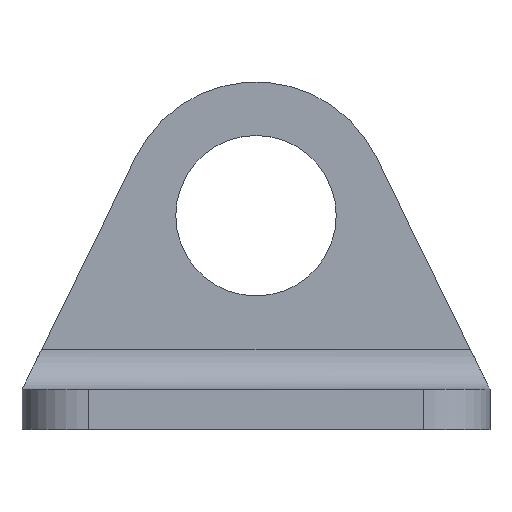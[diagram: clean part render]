
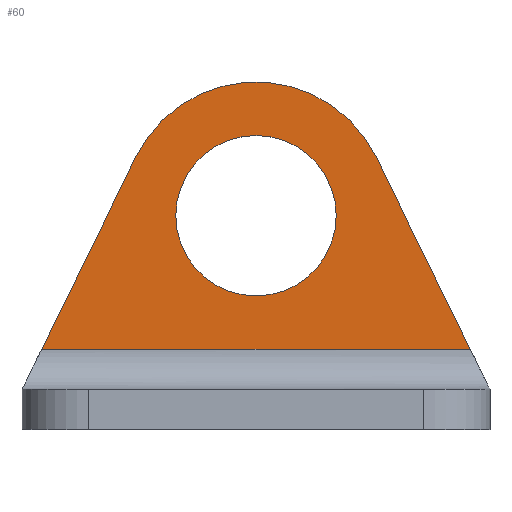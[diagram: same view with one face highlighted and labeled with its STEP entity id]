
A CAD part, top view. The second image highlights one B-rep face of the part: STEP entity #60.
In plain terms, the highlighted planar face has unit normal (0, 0, 1).
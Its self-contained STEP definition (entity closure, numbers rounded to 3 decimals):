
#60=ADVANCED_FACE('',(#95,#96),#97,.T.);
#95=FACE_BOUND('',#141,.T.);
#96=FACE_OUTER_BOUND('',#142,.T.);
#97=PLANE('',#143);
#141=EDGE_LOOP('',(#263,#264));
#142=EDGE_LOOP('',(#265,#266,#267,#268));
#143=AXIS2_PLACEMENT_3D('',#269,#270,#271);
#263=ORIENTED_EDGE('',*,*,#324,.T.);
#264=ORIENTED_EDGE('',*,*,#340,.T.);
#265=ORIENTED_EDGE('',*,*,#366,.F.);
#266=ORIENTED_EDGE('',*,*,#361,.F.);
#267=ORIENTED_EDGE('',*,*,#367,.F.);
#268=ORIENTED_EDGE('',*,*,#371,.T.);
#269=CARTESIAN_POINT('',(-17.5,0.0,3.0));
#270=DIRECTION('',(0.,0.0,1.0));
#271=DIRECTION('',(0.0,-1.0,0.0));
#324=EDGE_CURVE('',#378,#375,#379,.T.);
#340=EDGE_CURVE('',#375,#378,#404,.T.);
#361=EDGE_CURVE('',#440,#442,#443,.T.);
#366=EDGE_CURVE('',#442,#445,#450,.T.);
#367=EDGE_CURVE('',#451,#440,#452,.T.);
#371=EDGE_CURVE('',#451,#445,#457,.T.);
#375=VERTEX_POINT('',#461);
#378=VERTEX_POINT('',#465);
#379=CIRCLE('',#466,6.0);
#404=CIRCLE('',#496,6.0);
#440=VERTEX_POINT('',#544);
#442=VERTEX_POINT('',#547);
#443=CIRCLE('',#548,10.0);
#445=VERTEX_POINT('',#551);
#450=LINE('',#557,#558);
#451=VERTEX_POINT('',#559);
#452=LINE('',#560,#561);
#457=LINE('',#567,#568);
#461=CARTESIAN_POINT('',(6.0,0.,3.0));
#465=CARTESIAN_POINT('',(-6.0,0.,3.0));
#466=AXIS2_PLACEMENT_3D('',#576,#577,#578);
#496=AXIS2_PLACEMENT_3D('',#614,#615,#616);
#544=CARTESIAN_POINT('',(-8.981,4.398,3.0));
#547=CARTESIAN_POINT('',(8.981,4.398,3.0));
#548=AXIS2_PLACEMENT_3D('',#651,#652,#653);
#551=CARTESIAN_POINT('',(16.031,-10.0,3.0));
#557=CARTESIAN_POINT('',(9.419,3.504,3.0));
#558=VECTOR('',#662,1.0);
#559=CARTESIAN_POINT('',(-16.031,-10.0,3.0));
#560=CARTESIAN_POINT('',(-12.803,-3.408,3.0));
#561=VECTOR('',#663,1.0);
#567=CARTESIAN_POINT('',(-17.5,-10.0,3.0));
#568=VECTOR('',#671,1.0);
#576=CARTESIAN_POINT('',(0.0,0.0,3.0));
#577=DIRECTION('',(0.,0.0,-1.0));
#578=DIRECTION('',(1.0,0.0,0.));
#614=CARTESIAN_POINT('',(0.0,0.0,3.0));
#615=DIRECTION('',(0.,0.0,-1.0));
#616=DIRECTION('',(1.0,0.0,0.));
#651=CARTESIAN_POINT('',(0.0,0.0,3.0));
#652=DIRECTION('',(0.,0.0,-1.0));
#653=DIRECTION('',(1.0,0.0,0.));
#662=DIRECTION('',(0.44,-0.898,0.));
#663=DIRECTION('',(0.44,0.898,0.));
#671=DIRECTION('',(1.0,0.0,0.));
